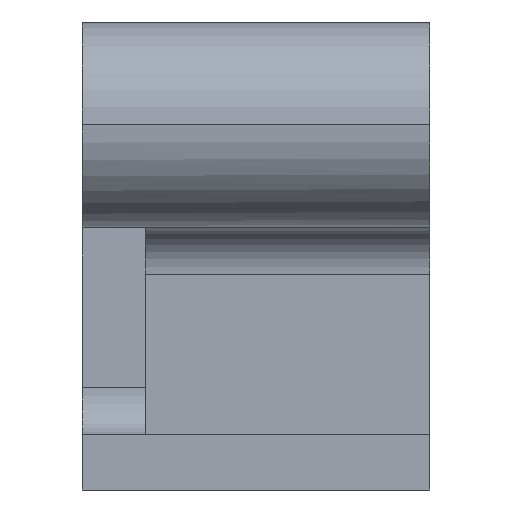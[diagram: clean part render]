
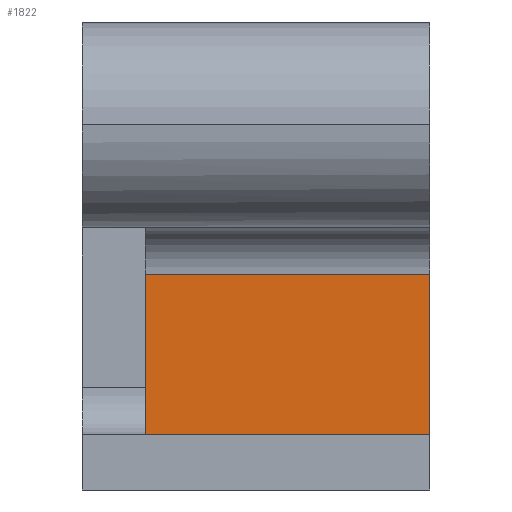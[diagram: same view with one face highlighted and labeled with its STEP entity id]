
A CAD part, left-side view. The second image highlights one B-rep face of the part: STEP entity #1822.
In plain terms, the highlighted planar face has unit normal (-1, 0, 0).
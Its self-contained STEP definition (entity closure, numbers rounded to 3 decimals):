
#179=DIRECTION('',(0.,0.,1.));
#180=VECTOR('',#179,5.067);
#181=CARTESIAN_POINT('',(1.25,0.,-9.81));
#182=LINE('',#181,#180);
#563=DIRECTION('',(0.,1.,0.));
#564=VECTOR('',#563,9.);
#565=CARTESIAN_POINT('',(1.25,0.,-9.81));
#566=LINE('',#565,#564);
#686=DIRECTION('',(0.,1.,0.));
#687=VECTOR('',#686,9.);
#688=CARTESIAN_POINT('',(1.25,0.,-4.743));
#689=LINE('',#688,#687);
#701=DIRECTION('',(0.,0.,1.));
#702=VECTOR('',#701,5.067);
#703=CARTESIAN_POINT('',(1.25,9.,-9.81));
#704=LINE('',#703,#702);
#1228=CARTESIAN_POINT('',(1.25,0.,-9.81));
#1229=CARTESIAN_POINT('',(1.25,9.,-9.81));
#1230=VERTEX_POINT('',#1228);
#1231=VERTEX_POINT('',#1229);
#1292=CARTESIAN_POINT('',(1.25,0.,-4.743));
#1293=CARTESIAN_POINT('',(1.25,9.,-4.743));
#1294=VERTEX_POINT('',#1292);
#1295=VERTEX_POINT('',#1293);
#1810=CARTESIAN_POINT('',(1.25,0.,-9.81));
#1811=DIRECTION('',(-1.,0.,0.));
#1812=DIRECTION('',(0.,0.,1.));
#1813=AXIS2_PLACEMENT_3D('',#1810,#1811,#1812);
#1814=PLANE('',#1813);
#1815=ORIENTED_EDGE('',*,*,#1803,.F.);
#1816=ORIENTED_EDGE('',*,*,#1378,.F.);
#1817=ORIENTED_EDGE('',*,*,#1682,.T.);
#1819=ORIENTED_EDGE('',*,*,#1818,.T.);
#1820=EDGE_LOOP('',(#1815,#1816,#1817,#1819));
#1821=FACE_OUTER_BOUND('',#1820,.F.);
#1822=ADVANCED_FACE('',(#1821),#1814,.T.);
#1378=EDGE_CURVE('',#1230,#1294,#182,.T.);
#1682=EDGE_CURVE('',#1230,#1231,#566,.T.);
#1803=EDGE_CURVE('',#1294,#1295,#689,.T.);
#1818=EDGE_CURVE('',#1231,#1295,#704,.T.);
